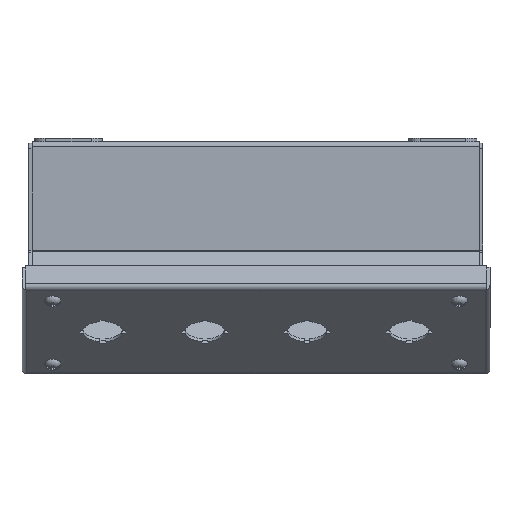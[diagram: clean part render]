
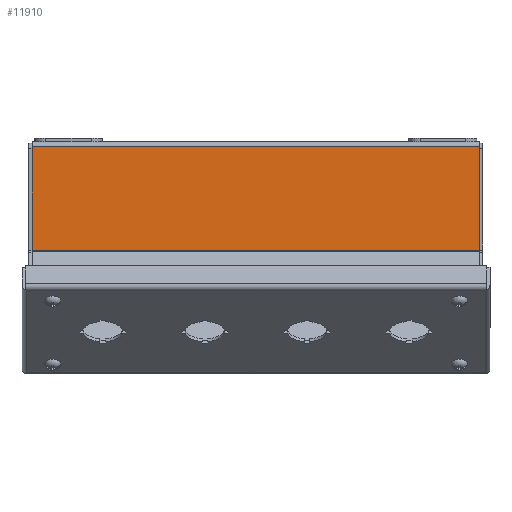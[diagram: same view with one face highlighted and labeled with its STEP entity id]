
A CAD part, top view. The second image highlights one B-rep face of the part: STEP entity #11910.
In plain terms, the highlighted planar face has unit normal (0, 0, 1).
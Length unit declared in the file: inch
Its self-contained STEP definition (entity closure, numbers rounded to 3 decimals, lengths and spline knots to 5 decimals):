
#36 = DIRECTION ( 'NONE',  ( 0., 0., -1. ) ) ;
#356 = FACE_OUTER_BOUND ( 'NONE', #5765, .T. ) ;
#935 = CARTESIAN_POINT ( 'NONE',  ( 4.928, 2.29727, 1.55062 ) ) ;
#968 = DIRECTION ( 'NONE',  ( 0., 1., 0. ) ) ;
#1802 = CARTESIAN_POINT ( 'NONE',  ( 4.928, 0.00891, 1.55062 ) ) ;
#2393 = VERTEX_POINT ( 'NONE', #935 ) ;
#3222 = EDGE_CURVE ( 'NONE', #7985, #2393, #8642, .T. ) ;
#3951 = VECTOR ( 'NONE', #968, 39.37008 ) ;
#4395 = ORIENTED_EDGE ( 'NONE', *, *, #14006, .F. ) ;
#4438 = EDGE_CURVE ( 'NONE', #18167, #7780, #16297, .T. ) ;
#4627 = CARTESIAN_POINT ( 'NONE',  ( -4.928, 2.29727, 1.55062 ) ) ;
#5209 = CARTESIAN_POINT ( 'NONE',  ( -4.928, -2.12315, 1.55062 ) ) ;
#5765 = EDGE_LOOP ( 'NONE', ( #19863, #4395, #8813, #12198 ) ) ;
#7780 = VERTEX_POINT ( 'NONE', #8804 ) ;
#7985 = VERTEX_POINT ( 'NONE', #4627 ) ;
#8024 = VECTOR ( 'NONE', #15009, 39.37008 ) ;
#8642 = LINE ( 'NONE', #10311, #8024 ) ;
#8804 = CARTESIAN_POINT ( 'NONE',  ( -4.928, 0.00891, 1.55062 ) ) ;
#8813 = ORIENTED_EDGE ( 'NONE', *, *, #4438, .F. ) ;
#9806 = VECTOR ( 'NONE', #19217, 39.37008 ) ;
#10311 = CARTESIAN_POINT ( 'NONE',  ( -4.928, 2.29727, 1.55062 ) ) ;
#10900 = AXIS2_PLACEMENT_3D ( 'NONE', #11527, #36, #14760 ) ;
#11527 = CARTESIAN_POINT ( 'NONE',  ( -4.928, 2.40527, 1.55062 ) ) ;
#11910 = ADVANCED_FACE ( 'NONE', ( #356 ), #14447, .F. ) ;
#12198 = ORIENTED_EDGE ( 'NONE', *, *, #13352, .T. ) ;
#13271 = VECTOR ( 'NONE', #13354, 39.37008 ) ;
#13352 = EDGE_CURVE ( 'NONE', #18167, #2393, #14979, .T. ) ;
#13354 = DIRECTION ( 'NONE',  ( 0., 1., 0. ) ) ;
#14006 = EDGE_CURVE ( 'NONE', #7780, #7985, #19522, .T. ) ;
#14447 = PLANE ( 'NONE',  #10900 ) ;
#14512 = CARTESIAN_POINT ( 'NONE',  ( -4.928, 0.00891, 1.55062 ) ) ;
#14760 = DIRECTION ( 'NONE',  ( -1., 0., 0. ) ) ;
#14979 = LINE ( 'NONE', #18328, #3951 ) ;
#15009 = DIRECTION ( 'NONE',  ( 1., 0., 0. ) ) ;
#16297 = LINE ( 'NONE', #14512, #9806 ) ;
#18167 = VERTEX_POINT ( 'NONE', #1802 ) ;
#18328 = CARTESIAN_POINT ( 'NONE',  ( 4.928, -2.32172, 1.55062 ) ) ;
#19217 = DIRECTION ( 'NONE',  ( -1., 0., 0. ) ) ;
#19522 = LINE ( 'NONE', #5209, #13271 ) ;
#19863 = ORIENTED_EDGE ( 'NONE', *, *, #3222, .F. ) ;
